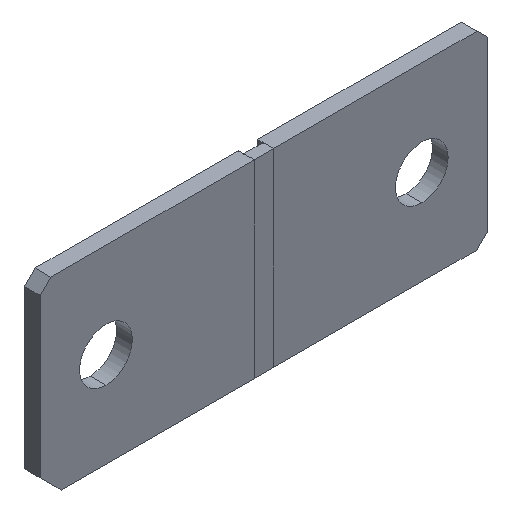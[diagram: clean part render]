
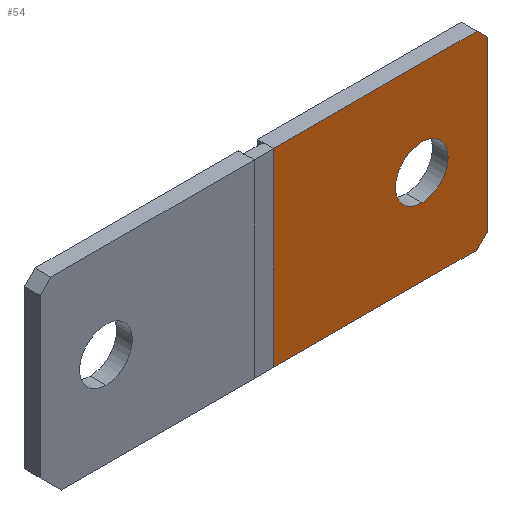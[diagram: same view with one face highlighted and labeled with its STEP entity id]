
A CAD part, isometric view. The second image highlights one B-rep face of the part: STEP entity #54.
In plain terms, the highlighted planar face has unit normal (0, -1, 0).
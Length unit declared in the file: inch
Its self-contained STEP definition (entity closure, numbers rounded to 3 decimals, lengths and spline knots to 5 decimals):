
#7 = CARTESIAN_POINT ( 'NONE',  ( 0.95258, 0., 0.82798 ) ) ;
#17 = ORIENTED_EDGE ( 'NONE', *, *, #811, .F. ) ;
#24 = AXIS2_PLACEMENT_3D ( 'NONE', #410, #553, #932 ) ;
#50 = EDGE_CURVE ( 'NONE', #781, #868, #443, .T. ) ;
#52 = CARTESIAN_POINT ( 'NONE',  ( -0.56892, 0., -0.58902 ) ) ;
#54 = ADVANCED_FACE ( 'NONE', ( #780, #691 ), #402, .F. ) ;
#60 = CARTESIAN_POINT ( 'NONE',  ( -0.56892, 0., 0.82798 ) ) ;
#65 = ORIENTED_EDGE ( 'NONE', *, *, #645, .F. ) ;
#67 = CARTESIAN_POINT ( 'NONE',  ( 0.53958, 0., -0.07752 ) ) ;
#72 = DIRECTION ( 'NONE',  ( 0., 0., 1. ) ) ;
#85 = VERTEX_POINT ( 'NONE', #329 ) ;
#90 = CIRCLE ( 'NONE', #388, 0.197 ) ;
#135 = CARTESIAN_POINT ( 'NONE',  ( 0.53958, 0., 0.11948 ) ) ;
#146 = DIRECTION ( 'NONE',  ( 0.707, 0., -0.707 ) ) ;
#187 = ORIENTED_EDGE ( 'NONE', *, *, #50, .T. ) ;
#197 = LINE ( 'NONE', #555, #754 ) ;
#202 = VECTOR ( 'NONE', #899, 39.37008 ) ;
#210 = VECTOR ( 'NONE', #146, 39.37008 ) ;
#224 = EDGE_LOOP ( 'NONE', ( #187, #511 ) ) ;
#268 = EDGE_LOOP ( 'NONE', ( #445, #516, #65, #532, #747, #17 ) ) ;
#281 = CARTESIAN_POINT ( 'NONE',  ( 0.95258, 0., -0.58902 ) ) ;
#284 = CARTESIAN_POINT ( 'NONE',  ( 1.03158, 0., -0.51002 ) ) ;
#288 = EDGE_CURVE ( 'NONE', #85, #442, #197, .T. ) ;
#329 = CARTESIAN_POINT ( 'NONE',  ( 1.03158, 0., 0.74898 ) ) ;
#388 = AXIS2_PLACEMENT_3D ( 'NONE', #135, #810, #428 ) ;
#396 = EDGE_CURVE ( 'NONE', #513, #722, #592, .T. ) ;
#402 = PLANE ( 'NONE',  #572 ) ;
#410 = CARTESIAN_POINT ( 'NONE',  ( 0.53958, 0., 0.11948 ) ) ;
#428 = DIRECTION ( 'NONE',  ( 0., 0., 1. ) ) ;
#432 = EDGE_CURVE ( 'NONE', #868, #781, #90, .T. ) ;
#442 = VERTEX_POINT ( 'NONE', #284 ) ;
#443 = CIRCLE ( 'NONE', #24, 0.197 ) ;
#445 = ORIENTED_EDGE ( 'NONE', *, *, #396, .F. ) ;
#464 = CARTESIAN_POINT ( 'NONE',  ( 0.53958, 0., 0.31648 ) ) ;
#474 = DIRECTION ( 'NONE',  ( 0., 0., -1. ) ) ;
#506 = CARTESIAN_POINT ( 'NONE',  ( -0.56892, 0., -0.58902 ) ) ;
#510 = LINE ( 'NONE', #281, #202 ) ;
#511 = ORIENTED_EDGE ( 'NONE', *, *, #432, .T. ) ;
#513 = VERTEX_POINT ( 'NONE', #52 ) ;
#514 = CARTESIAN_POINT ( 'NONE',  ( 0.95258, 0., -0.58902 ) ) ;
#516 = ORIENTED_EDGE ( 'NONE', *, *, #651, .F. ) ;
#532 = ORIENTED_EDGE ( 'NONE', *, *, #288, .F. ) ;
#553 = DIRECTION ( 'NONE',  ( 0., 1., 0. ) ) ;
#555 = CARTESIAN_POINT ( 'NONE',  ( 1.03158, 0., -0.51002 ) ) ;
#567 = CARTESIAN_POINT ( 'NONE',  ( 0., 0., 0. ) ) ;
#572 = AXIS2_PLACEMENT_3D ( 'NONE', #567, #708, #698 ) ;
#592 = LINE ( 'NONE', #964, #954 ) ;
#611 = VERTEX_POINT ( 'NONE', #880 ) ;
#645 = EDGE_CURVE ( 'NONE', #442, #709, #510, .T. ) ;
#651 = EDGE_CURVE ( 'NONE', #709, #513, #825, .T. ) ;
#670 = DIRECTION ( 'NONE',  ( -1., 0., 0. ) ) ;
#691 = FACE_OUTER_BOUND ( 'NONE', #268, .T. ) ;
#698 = DIRECTION ( 'NONE',  ( 0., 0., 1. ) ) ;
#708 = DIRECTION ( 'NONE',  ( 0., 1., 0. ) ) ;
#709 = VERTEX_POINT ( 'NONE', #514 ) ;
#722 = VERTEX_POINT ( 'NONE', #60 ) ;
#747 = ORIENTED_EDGE ( 'NONE', *, *, #923, .F. ) ;
#754 = VECTOR ( 'NONE', #474, 39.37008 ) ;
#780 = FACE_BOUND ( 'NONE', #224, .T. ) ;
#781 = VERTEX_POINT ( 'NONE', #464 ) ;
#799 = VECTOR ( 'NONE', #905, 39.37008 ) ;
#810 = DIRECTION ( 'NONE',  ( 0., 1., 0. ) ) ;
#811 = EDGE_CURVE ( 'NONE', #722, #611, #915, .T. ) ;
#825 = LINE ( 'NONE', #506, #919 ) ;
#840 = LINE ( 'NONE', #7, #210 ) ;
#868 = VERTEX_POINT ( 'NONE', #67 ) ;
#880 = CARTESIAN_POINT ( 'NONE',  ( 0.95258, 0., 0.82798 ) ) ;
#899 = DIRECTION ( 'NONE',  ( -0.707, 0., -0.707 ) ) ;
#905 = DIRECTION ( 'NONE',  ( 1., 0., 0. ) ) ;
#908 = CARTESIAN_POINT ( 'NONE',  ( -0.56892, 0., 0.82798 ) ) ;
#915 = LINE ( 'NONE', #908, #799 ) ;
#919 = VECTOR ( 'NONE', #670, 39.37008 ) ;
#923 = EDGE_CURVE ( 'NONE', #611, #85, #840, .T. ) ;
#932 = DIRECTION ( 'NONE',  ( 0., 0., 1. ) ) ;
#954 = VECTOR ( 'NONE', #72, 39.37008 ) ;
#964 = CARTESIAN_POINT ( 'NONE',  ( -0.56892, 0., -0.58902 ) ) ;
